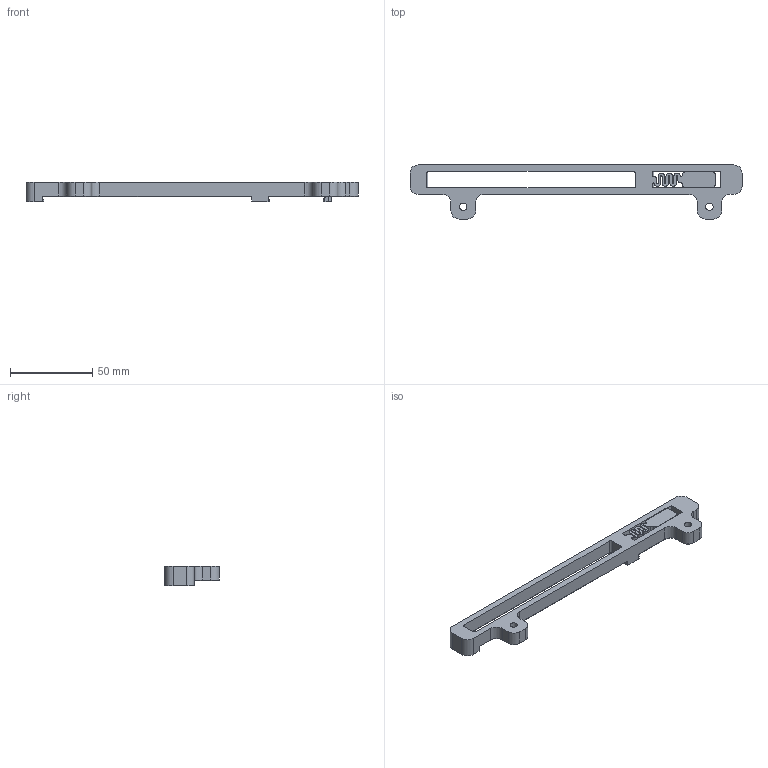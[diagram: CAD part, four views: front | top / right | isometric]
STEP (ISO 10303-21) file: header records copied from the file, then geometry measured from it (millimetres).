
FILE_DESCRIPTION(/* description */ (''),/* implementation_level */ '2;1');
FILE_NAME(/* name */ 'lrs-200-24_din_adapter_v3.step',/* time_stamp */ '2022-03-19T23:37:55+01:00',/* author */ (''),/* organization */ (''),/* preprocessor_version */ 'ST-DEVELOPER v18.1',/* originating_system */ 'Autodesk Translation Framework v10.13.0.1454',/* authorisation */ '');
FILE_SCHEMA (('AUTOMOTIVE_DESIGN { 1 0 10303 214 3 1 1 }'));
Length unit declared in the file: millimetre
Products named in the file (1): (Unsaved)
Bounding box: 202.28 x 33 x 12 mm (x, y, z)
Volume: 24276.2 mm3; surface area: 15082.1 mm2
Topology: 1 solids, 1 shells, 709 faces, 1942 edges, 1278 vertices
Faces by surface type: bspline 345, plane 281, cylinder 56, cone 27
Full cylindrical faces by diameter (mm): 4.5 x2
Entity records: 25591 total; most frequent: CARTESIAN_POINT 9841, ORIENTED_EDGE 3884, DIRECTION 2118, EDGE_CURVE 1942, VERTEX_POINT 1278, LINE 1110, VECTOR 1110, EDGE_LOOP 760
